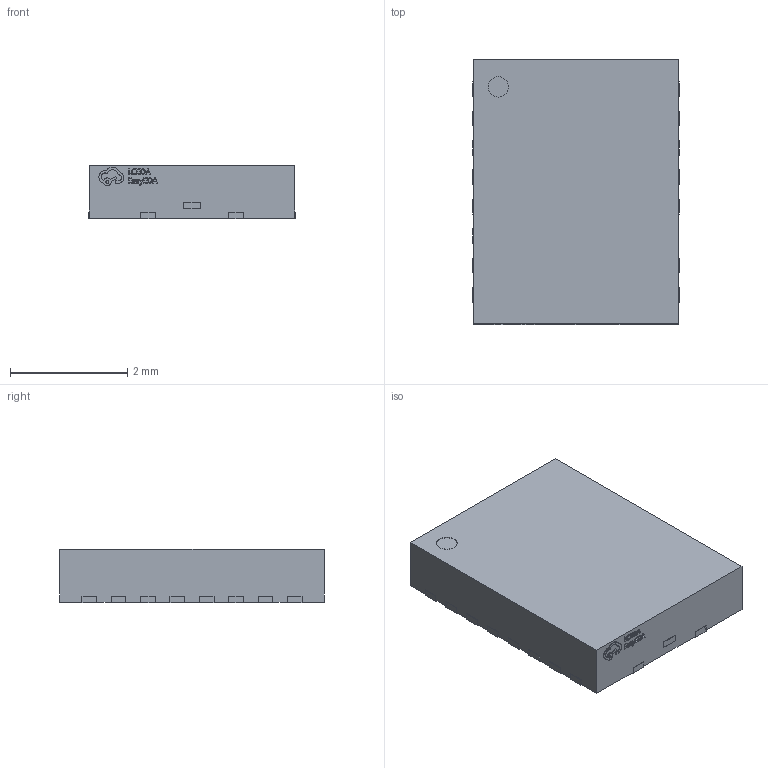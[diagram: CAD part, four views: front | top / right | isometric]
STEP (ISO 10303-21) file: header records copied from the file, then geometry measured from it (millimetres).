
FILE_DESCRIPTION (( 'STEP AP214' ), '1' );
FILE_NAME ('QFN-19_L4.5-W3.5-P0.50-BL-EP_TI_RGY.STEP', '2025-04-17T12:17:25', ( '' ), ( '' ), 'SwSTEP 2.0', 'SolidWorks 2020', '' );
FILE_SCHEMA (( 'AUTOMOTIVE_DESIGN' ));
Length unit declared in the file: millimetre
Products named in the file (1): QFN-19_L4.5-W3.5-P0.50-BL-EP_TI_RGY
Bounding box: 3.52 x 4.52 x 0.91 mm (x, y, z)
Volume: 14.2 mm3; surface area: 46.4 mm2
Topology: 1 solids, 1 shells, 382 faces, 1071 edges, 714 vertices
Faces by surface type: plane 244, bspline 98, cylinder 40
Entity records: 16919 total; most frequent: CARTESIAN_POINT 3474, ORIENTED_EDGE 2142, DIRECTION 1521, EDGE_CURVE 1071, LINE 791, VECTOR 791, VERTEX_POINT 714, EDGE_LOOP 405
